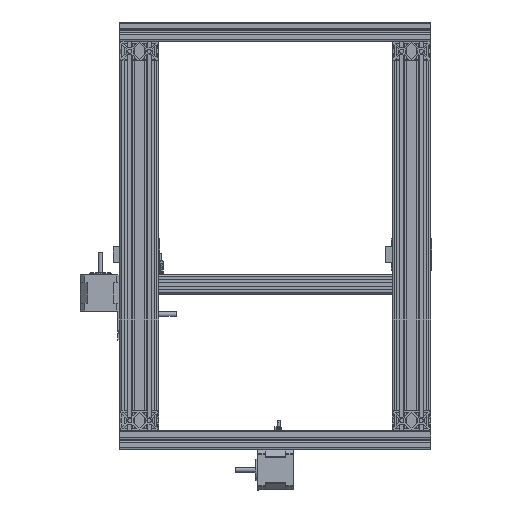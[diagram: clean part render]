
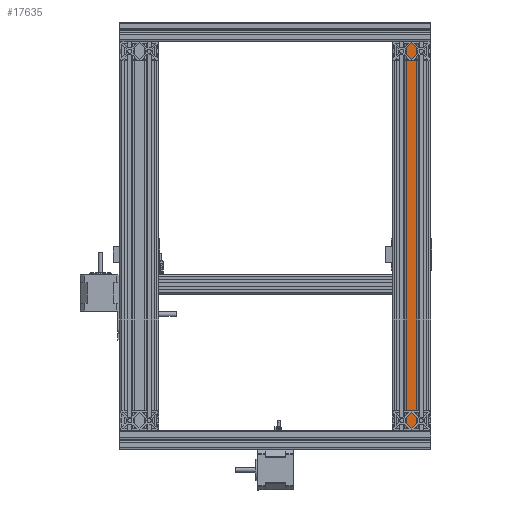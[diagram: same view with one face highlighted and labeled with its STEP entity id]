
A CAD part, front view. The second image highlights one B-rep face of the part: STEP entity #17635.
In plain terms, the highlighted planar face has unit normal (0, -1, 0).
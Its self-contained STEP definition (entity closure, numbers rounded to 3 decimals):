
#1116=FACE_OUTER_BOUND('',#2046,.T.);
#2046=EDGE_LOOP('',(#11891,#11892,#11893,#11894));
#3033=LINE('',#25101,#4784);
#3135=LINE('',#25391,#4886);
#3137=LINE('',#25395,#4888);
#3138=LINE('',#25396,#4889);
#4784=VECTOR('',#20208,10.);
#4886=VECTOR('',#20460,10.);
#4888=VECTOR('',#20464,10.);
#4889=VECTOR('',#20465,1000.);
#7165=VERTEX_POINT('',#25098);
#7166=VERTEX_POINT('',#25100);
#7279=VERTEX_POINT('',#25390);
#7280=VERTEX_POINT('',#25394);
#8986=EDGE_CURVE('',#7165,#7166,#3033,.T.);
#9131=EDGE_CURVE('',#7279,#7166,#3135,.T.);
#9133=EDGE_CURVE('',#7280,#7165,#3137,.T.);
#9134=EDGE_CURVE('',#7279,#7280,#3138,.T.);
#11891=ORIENTED_EDGE('',*,*,#9133,.F.);
#11892=ORIENTED_EDGE('',*,*,#9134,.F.);
#11893=ORIENTED_EDGE('',*,*,#9131,.T.);
#11894=ORIENTED_EDGE('',*,*,#8986,.F.);
#17082=PLANE('',#18698);
#17635=ADVANCED_FACE('',(#1116),#17082,.F.);
#18698=AXIS2_PLACEMENT_3D('',#25393,#20462,#20463);
#20208=DIRECTION('',(-1.,0.,0.));
#20460=DIRECTION('',(0.,0.,-1.));
#20462=DIRECTION('center_axis',(0.,1.,0.));
#20463=DIRECTION('ref_axis',(0.,0.,1.));
#20464=DIRECTION('',(0.,0.,-1.));
#20465=DIRECTION('',(1.,0.,0.));
#25098=CARTESIAN_POINT('',(7.5,-10.,-247.6));
#25100=CARTESIAN_POINT('',(-7.5,-10.,-247.6));
#25101=CARTESIAN_POINT('',(12.7,-10.,-247.6));
#25390=CARTESIAN_POINT('',(-7.5,-10.,152.4));
#25391=CARTESIAN_POINT('',(-7.5,-10.,142.4));
#25393=CARTESIAN_POINT('Origin',(7.5,-10.,152.4));
#25394=CARTESIAN_POINT('',(7.5,-10.,152.4));
#25395=CARTESIAN_POINT('',(7.5,-10.,142.4));
#25396=CARTESIAN_POINT('',(7.5,-10.,152.4));
